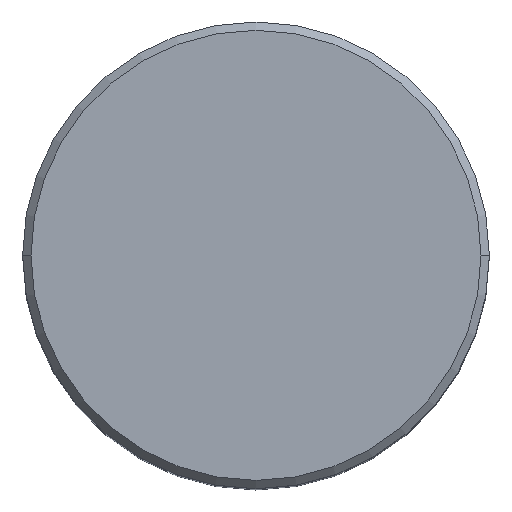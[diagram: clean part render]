
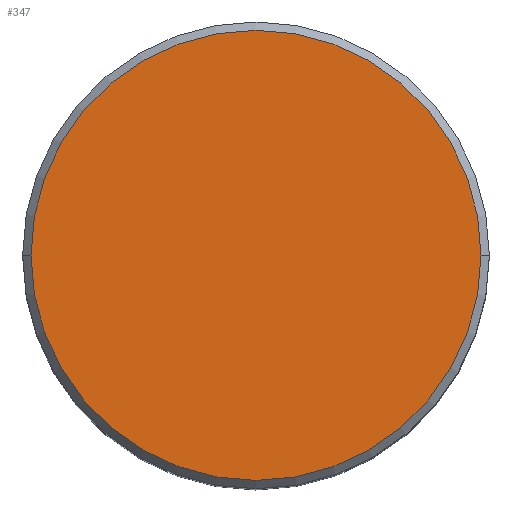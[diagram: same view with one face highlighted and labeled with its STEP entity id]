
A CAD part, top view. The second image highlights one B-rep face of the part: STEP entity #347.
In plain terms, the highlighted planar face has unit normal (0, 0, 1).
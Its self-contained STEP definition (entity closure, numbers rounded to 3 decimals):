
#78 = FACE_OUTER_BOUND ( 'NONE', #353, .T. ) ;
#88 = DIRECTION ( 'NONE',  ( 0., 0., 1. ) ) ;
#93 = DIRECTION ( 'NONE',  ( 1., 0., 0. ) ) ;
#100 = DIRECTION ( 'NONE',  ( 1., 0., 0. ) ) ;
#117 = ORIENTED_EDGE ( 'NONE', *, *, #474, .T. ) ;
#153 = ORIENTED_EDGE ( 'NONE', *, *, #568, .T. ) ;
#171 = DIRECTION ( 'NONE',  ( 0., 0., 1. ) ) ;
#184 = VERTEX_POINT ( 'NONE', #402 ) ;
#221 = DIRECTION ( 'NONE',  ( 1., 0., 0. ) ) ;
#250 = AXIS2_PLACEMENT_3D ( 'NONE', #493, #88, #100 ) ;
#347 = ADVANCED_FACE ( 'NONE', ( #78 ), #425, .T. ) ;
#350 = DIRECTION ( 'NONE',  ( 0., 0., 1. ) ) ;
#353 = EDGE_LOOP ( 'NONE', ( #117, #153 ) ) ;
#400 = CARTESIAN_POINT ( 'NONE',  ( 13.5, 0., 0. ) ) ;
#402 = CARTESIAN_POINT ( 'NONE',  ( -13.5, 0., 0. ) ) ;
#408 = CIRCLE ( 'NONE', #503, 13.5 ) ;
#425 = PLANE ( 'NONE',  #544 ) ;
#471 = CIRCLE ( 'NONE', #250, 13.5 ) ;
#474 = EDGE_CURVE ( 'NONE', #184, #496, #408, .T. ) ;
#481 = CARTESIAN_POINT ( 'NONE',  ( 0., 0., 0. ) ) ;
#493 = CARTESIAN_POINT ( 'NONE',  ( 0., 0., 0. ) ) ;
#496 = VERTEX_POINT ( 'NONE', #400 ) ;
#503 = AXIS2_PLACEMENT_3D ( 'NONE', #481, #350, #93 ) ;
#544 = AXIS2_PLACEMENT_3D ( 'NONE', #566, #171, #221 ) ;
#566 = CARTESIAN_POINT ( 'NONE',  ( 0., 0., 0. ) ) ;
#568 = EDGE_CURVE ( 'NONE', #496, #184, #471, .T. ) ;
